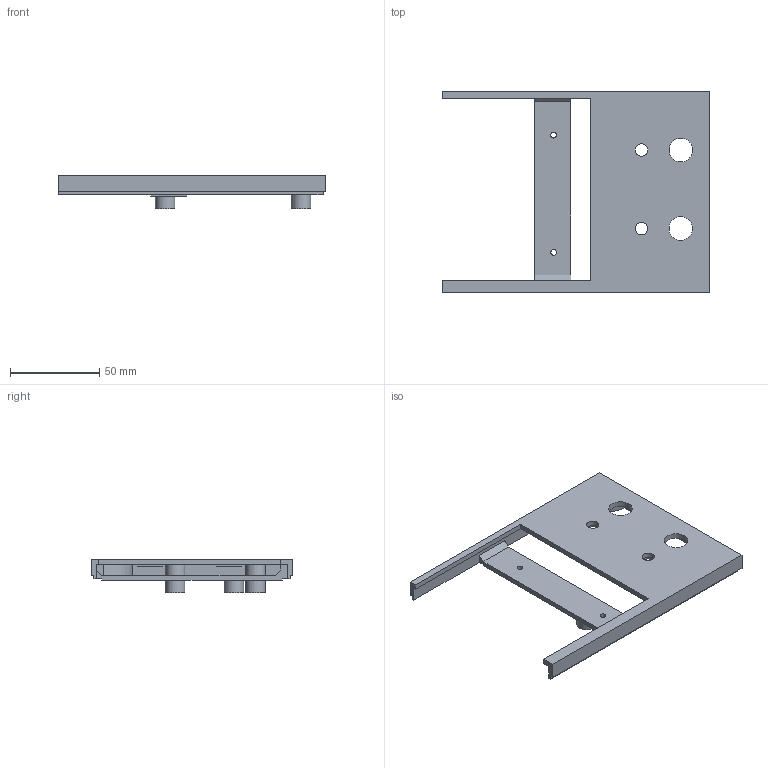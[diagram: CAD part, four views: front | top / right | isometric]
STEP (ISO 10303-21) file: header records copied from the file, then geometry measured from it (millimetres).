
FILE_DESCRIPTION(('FreeCAD Model'),'2;1');
FILE_NAME('Open CASCADE Shape Model','2024-04-20T00:50:48',(''),(''), 'Open CASCADE STEP processor 7.6','FreeCAD','Unknown');
FILE_SCHEMA(('AUTOMOTIVE_DESIGN { 1 0 10303 214 1 1 1 1 }'));
Length unit declared in the file: millimetre
Products named in the file (1): TopRight Cover Body
Bounding box: 149.95 x 113 x 19 mm (x, y, z)
Volume: 42873.2 mm3; surface area: 32356.6 mm2
Topology: 1 solids, 1 shells, 86 faces, 227 edges, 149 vertices
Faces by surface type: plane 69, cylinder 17
Full cylindrical faces by diameter (mm): 3.2 x2, 5.6 x3, 7 x4, 11 x3, 13.25 x2
Entity records: 2678 total; most frequent: CARTESIAN_POINT 463, ORIENTED_EDGE 454, DIRECTION 434, EDGE_CURVE 227, LINE 194, VECTOR 194, VERTEX_POINT 149, AXIS2_PLACEMENT_3D 120
